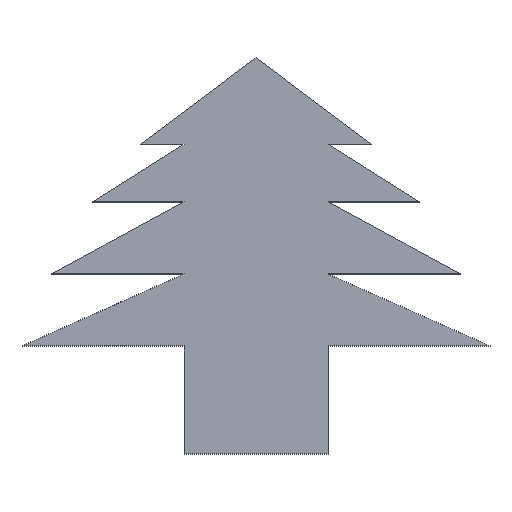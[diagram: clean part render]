
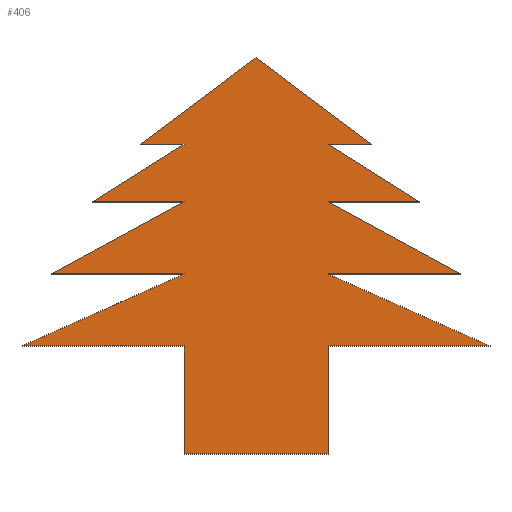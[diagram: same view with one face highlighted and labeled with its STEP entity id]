
A CAD part, top view. The second image highlights one B-rep face of the part: STEP entity #406.
In plain terms, the highlighted planar face has unit normal (0, 0, 1).
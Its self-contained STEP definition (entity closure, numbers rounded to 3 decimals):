
#16 = DIRECTION ( 'NONE',  ( -0.879, -0.476, 0. ) ) ;
#19 = DIRECTION ( 'NONE',  ( -0.914, -0.406, 0. ) ) ;
#21 = VECTOR ( 'NONE', #19, 1000. ) ;
#25 = CARTESIAN_POINT ( 'NONE',  ( -10., 25., 6. ) ) ;
#28 = CARTESIAN_POINT ( 'NONE',  ( 22.689, 35., 6. ) ) ;
#42 = CARTESIAN_POINT ( 'NONE',  ( 10., 43., 6. ) ) ;
#47 = CARTESIAN_POINT ( 'NONE',  ( 10., 35., 6. ) ) ;
#51 = CARTESIAN_POINT ( 'NONE',  ( 10., 25., 6. ) ) ;
#56 = EDGE_CURVE ( 'NONE', #569, #624, #589, .T. ) ;
#59 = VERTEX_POINT ( 'NONE', #410 ) ;
#64 = EDGE_CURVE ( 'NONE', #624, #206, #84, .T. ) ;
#66 = ORIENTED_EDGE ( 'NONE', *, *, #701, .T. ) ;
#73 = DIRECTION ( 'NONE',  ( 1., 0., 0. ) ) ;
#79 = LINE ( 'NONE', #413, #83 ) ;
#80 = CARTESIAN_POINT ( 'NONE',  ( -32.5, 15., 6. ) ) ;
#83 = VECTOR ( 'NONE', #130, 1000. ) ;
#84 = LINE ( 'NONE', #292, #438 ) ;
#87 = CARTESIAN_POINT ( 'NONE',  ( -22.689, 35., 6. ) ) ;
#89 = CARTESIAN_POINT ( 'NONE',  ( -10., 15., 6. ) ) ;
#97 = VERTEX_POINT ( 'NONE', #28 ) ;
#100 = ORIENTED_EDGE ( 'NONE', *, *, #215, .T. ) ;
#104 = ORIENTED_EDGE ( 'NONE', *, *, #434, .T. ) ;
#106 = VECTOR ( 'NONE', #172, 1000. ) ;
#123 = CARTESIAN_POINT ( 'NONE',  ( -16., 43., 6. ) ) ;
#130 = DIRECTION ( 'NONE',  ( 1., 0., 0. ) ) ;
#137 = LINE ( 'NONE', #252, #266 ) ;
#139 = LINE ( 'NONE', #349, #588 ) ;
#141 = VECTOR ( 'NONE', #571, 1000. ) ;
#146 = VERTEX_POINT ( 'NONE', #80 ) ;
#149 = ORIENTED_EDGE ( 'NONE', *, *, #64, .T. ) ;
#156 = ORIENTED_EDGE ( 'NONE', *, *, #642, .T. ) ;
#161 = EDGE_CURVE ( 'NONE', #206, #165, #244, .T. ) ;
#162 = VECTOR ( 'NONE', #364, 1000. ) ;
#165 = VERTEX_POINT ( 'NONE', #630 ) ;
#172 = DIRECTION ( 'NONE',  ( -0.8, -0.6, 0. ) ) ;
#181 = EDGE_CURVE ( 'NONE', #628, #97, #690, .T. ) ;
#190 = CARTESIAN_POINT ( 'NONE',  ( -10., 43., 6. ) ) ;
#206 = VERTEX_POINT ( 'NONE', #87 ) ;
#208 = VECTOR ( 'NONE', #300, 1000. ) ;
#215 = EDGE_CURVE ( 'NONE', #431, #687, #231, .T. ) ;
#229 = VECTOR ( 'NONE', #634, 1000. ) ;
#231 = LINE ( 'NONE', #663, #718 ) ;
#242 = LINE ( 'NONE', #25, #208 ) ;
#244 = LINE ( 'NONE', #290, #644 ) ;
#246 = CARTESIAN_POINT ( 'NONE',  ( -28.466, 25., 6. ) ) ;
#251 = ORIENTED_EDGE ( 'NONE', *, *, #161, .T. ) ;
#252 = CARTESIAN_POINT ( 'NONE',  ( 16., 43., 6. ) ) ;
#266 = VECTOR ( 'NONE', #303, 1000. ) ;
#269 = VERTEX_POINT ( 'NONE', #422 ) ;
#274 = ORIENTED_EDGE ( 'NONE', *, *, #574, .T. ) ;
#279 = DIRECTION ( 'NONE',  ( 0., 1., 0. ) ) ;
#280 = VERTEX_POINT ( 'NONE', #42 ) ;
#286 = ORIENTED_EDGE ( 'NONE', *, *, #333, .T. ) ;
#290 = CARTESIAN_POINT ( 'NONE',  ( -10., 35., 6. ) ) ;
#292 = CARTESIAN_POINT ( 'NONE',  ( -22.689, 35., 6. ) ) ;
#293 = ORIENTED_EDGE ( 'NONE', *, *, #56, .T. ) ;
#294 = CARTESIAN_POINT ( 'NONE',  ( -10., 43., 6. ) ) ;
#299 = ORIENTED_EDGE ( 'NONE', *, *, #181, .T. ) ;
#300 = DIRECTION ( 'NONE',  ( 1., 0., 0. ) ) ;
#303 = DIRECTION ( 'NONE',  ( -0.8, 0.6, 0. ) ) ;
#305 = ORIENTED_EDGE ( 'NONE', *, *, #308, .T. ) ;
#308 = EDGE_CURVE ( 'NONE', #353, #679, #542, .T. ) ;
#310 = ORIENTED_EDGE ( 'NONE', *, *, #706, .T. ) ;
#331 = PLANE ( 'NONE',  #503 ) ;
#333 = EDGE_CURVE ( 'NONE', #583, #431, #620, .T. ) ;
#349 = CARTESIAN_POINT ( 'NONE',  ( -10., 0., 6. ) ) ;
#353 = VERTEX_POINT ( 'NONE', #51 ) ;
#355 = CARTESIAN_POINT ( 'NONE',  ( 28.466, 25., 6. ) ) ;
#361 = VERTEX_POINT ( 'NONE', #568 ) ;
#362 = CARTESIAN_POINT ( 'NONE',  ( 10., 43., 6. ) ) ;
#364 = DIRECTION ( 'NONE',  ( 1., 0., 0. ) ) ;
#376 = ORIENTED_EDGE ( 'NONE', *, *, #611, .T. ) ;
#382 = CARTESIAN_POINT ( 'NONE',  ( 10., 0., 6. ) ) ;
#390 = CARTESIAN_POINT ( 'NONE',  ( 22.689, 35., 6. ) ) ;
#394 = DIRECTION ( 'NONE',  ( 1., 0., 0. ) ) ;
#399 = CARTESIAN_POINT ( 'NONE',  ( -32.5, 15., 6. ) ) ;
#406 = ADVANCED_FACE ( 'NONE', ( #728 ), #331, .F. ) ;
#408 = CARTESIAN_POINT ( 'NONE',  ( -10., 15., 6. ) ) ;
#409 = LINE ( 'NONE', #355, #141 ) ;
#410 = CARTESIAN_POINT ( 'NONE',  ( -10., 25., 6. ) ) ;
#413 = CARTESIAN_POINT ( 'NONE',  ( 10., 0., 6. ) ) ;
#419 = DIRECTION ( 'NONE',  ( 1., 0., 0. ) ) ;
#422 = CARTESIAN_POINT ( 'NONE',  ( 16., 43., 6. ) ) ;
#425 = DIRECTION ( 'NONE',  ( 1., 0., 0. ) ) ;
#427 = VECTOR ( 'NONE', #689, 1000. ) ;
#431 = VERTEX_POINT ( 'NONE', #623 ) ;
#434 = EDGE_CURVE ( 'NONE', #618, #569, #612, .T. ) ;
#438 = VECTOR ( 'NONE', #517, 1000. ) ;
#441 = EDGE_CURVE ( 'NONE', #97, #280, #725, .T. ) ;
#442 = VECTOR ( 'NONE', #696, 1000. ) ;
#447 = DIRECTION ( 'NONE',  ( 0., 0., -1. ) ) ;
#454 = CARTESIAN_POINT ( 'NONE',  ( 32.5, 15., 6. ) ) ;
#457 = CARTESIAN_POINT ( 'NONE',  ( 10., 0., 6. ) ) ;
#461 = LINE ( 'NONE', #399, #21 ) ;
#467 = ORIENTED_EDGE ( 'NONE', *, *, #719, .T. ) ;
#480 = VECTOR ( 'NONE', #16, 1000. ) ;
#498 = ORIENTED_EDGE ( 'NONE', *, *, #682, .T. ) ;
#503 = AXIS2_PLACEMENT_3D ( 'NONE', #508, #447, #560 ) ;
#508 = CARTESIAN_POINT ( 'NONE',  ( 0., 0., 6. ) ) ;
#509 = ORIENTED_EDGE ( 'NONE', *, *, #518, .T. ) ;
#517 = DIRECTION ( 'NONE',  ( -0.846, -0.533, 0. ) ) ;
#518 = EDGE_CURVE ( 'NONE', #679, #628, #409, .T. ) ;
#520 = LINE ( 'NONE', #532, #480 ) ;
#532 = CARTESIAN_POINT ( 'NONE',  ( -28.466, 25., 6. ) ) ;
#536 = CARTESIAN_POINT ( 'NONE',  ( 28.466, 25., 6. ) ) ;
#542 = LINE ( 'NONE', #715, #684 ) ;
#551 = VECTOR ( 'NONE', #279, 1000. ) ;
#560 = DIRECTION ( 'NONE',  ( -1., 0., 0. ) ) ;
#568 = CARTESIAN_POINT ( 'NONE',  ( -10., 0., 6. ) ) ;
#569 = VERTEX_POINT ( 'NONE', #123 ) ;
#571 = DIRECTION ( 'NONE',  ( -0.879, 0.476, 0. ) ) ;
#574 = EDGE_CURVE ( 'NONE', #687, #353, #731, .T. ) ;
#583 = VERTEX_POINT ( 'NONE', #457 ) ;
#584 = CARTESIAN_POINT ( 'NONE',  ( 32.5, 15., 6. ) ) ;
#588 = VECTOR ( 'NONE', #640, 1000. ) ;
#589 = LINE ( 'NONE', #190, #670 ) ;
#590 = CARTESIAN_POINT ( 'NONE',  ( 10., 35., 6. ) ) ;
#594 = LINE ( 'NONE', #89, #229 ) ;
#606 = VERTEX_POINT ( 'NONE', #246 ) ;
#611 = EDGE_CURVE ( 'NONE', #165, #606, #520, .T. ) ;
#612 = LINE ( 'NONE', #680, #106 ) ;
#613 = ORIENTED_EDGE ( 'NONE', *, *, #653, .T. ) ;
#618 = VERTEX_POINT ( 'NONE', #708 ) ;
#620 = LINE ( 'NONE', #382, #551 ) ;
#623 = CARTESIAN_POINT ( 'NONE',  ( 10., 15., 6. ) ) ;
#624 = VERTEX_POINT ( 'NONE', #294 ) ;
#627 = DIRECTION ( 'NONE',  ( -0.846, 0.533, 0. ) ) ;
#628 = VERTEX_POINT ( 'NONE', #590 ) ;
#630 = CARTESIAN_POINT ( 'NONE',  ( -10., 35., 6. ) ) ;
#634 = DIRECTION ( 'NONE',  ( 1., 0., 0. ) ) ;
#640 = DIRECTION ( 'NONE',  ( 0., -1., 0. ) ) ;
#642 = EDGE_CURVE ( 'NONE', #59, #146, #461, .T. ) ;
#644 = VECTOR ( 'NONE', #394, 1000. ) ;
#649 = LINE ( 'NONE', #362, #442 ) ;
#651 = ORIENTED_EDGE ( 'NONE', *, *, #441, .T. ) ;
#653 = EDGE_CURVE ( 'NONE', #280, #269, #649, .T. ) ;
#655 = ORIENTED_EDGE ( 'NONE', *, *, #677, .T. ) ;
#663 = CARTESIAN_POINT ( 'NONE',  ( 10., 15., 6. ) ) ;
#668 = EDGE_LOOP ( 'NONE', ( #467, #104, #293, #149, #251, #376, #655, #156, #498, #310, #66, #286, #100, #274, #305, #509, #299, #651, #613 ) ) ;
#670 = VECTOR ( 'NONE', #73, 1000. ) ;
#677 = EDGE_CURVE ( 'NONE', #606, #59, #242, .T. ) ;
#679 = VERTEX_POINT ( 'NONE', #536 ) ;
#680 = CARTESIAN_POINT ( 'NONE',  ( -16., 43., 6. ) ) ;
#682 = EDGE_CURVE ( 'NONE', #146, #703, #594, .T. ) ;
#684 = VECTOR ( 'NONE', #425, 1000. ) ;
#687 = VERTEX_POINT ( 'NONE', #584 ) ;
#689 = DIRECTION ( 'NONE',  ( -0.914, 0.406, 0. ) ) ;
#690 = LINE ( 'NONE', #47, #162 ) ;
#696 = DIRECTION ( 'NONE',  ( 1., 0., 0. ) ) ;
#697 = VECTOR ( 'NONE', #627, 1000. ) ;
#701 = EDGE_CURVE ( 'NONE', #361, #583, #79, .T. ) ;
#703 = VERTEX_POINT ( 'NONE', #408 ) ;
#706 = EDGE_CURVE ( 'NONE', #703, #361, #139, .T. ) ;
#708 = CARTESIAN_POINT ( 'NONE',  ( 0., 55., 6. ) ) ;
#715 = CARTESIAN_POINT ( 'NONE',  ( 10., 25., 6. ) ) ;
#718 = VECTOR ( 'NONE', #419, 1000. ) ;
#719 = EDGE_CURVE ( 'NONE', #269, #618, #137, .T. ) ;
#725 = LINE ( 'NONE', #390, #697 ) ;
#728 = FACE_OUTER_BOUND ( 'NONE', #668, .T. ) ;
#731 = LINE ( 'NONE', #454, #427 ) ;
